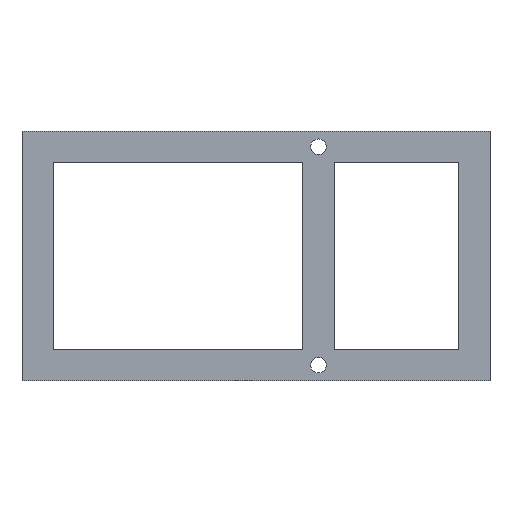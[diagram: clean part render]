
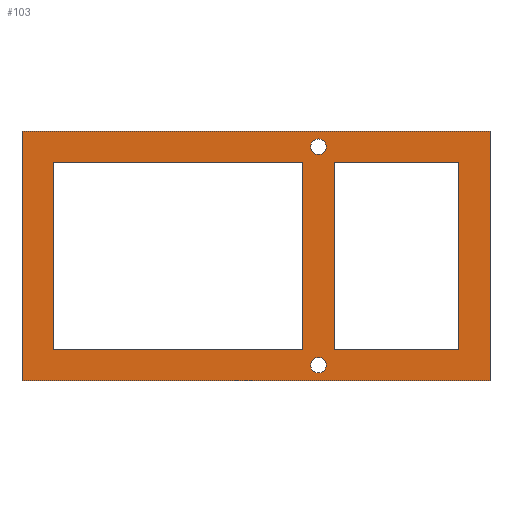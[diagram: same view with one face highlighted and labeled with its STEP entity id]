
A CAD part, front view. The second image highlights one B-rep face of the part: STEP entity #103.
In plain terms, the highlighted planar face has unit normal (0, -1, 0).
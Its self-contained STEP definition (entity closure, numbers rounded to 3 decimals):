
#1 = EDGE_CURVE ( 'NONE', #169, #646, #159, .T. ) ;
#7 = DIRECTION ( 'NONE',  ( 0., 0., -1. ) ) ;
#10 = PLANE ( 'NONE',  #456 ) ;
#11 = VECTOR ( 'NONE', #216, 1000. ) ;
#18 = ORIENTED_EDGE ( 'NONE', *, *, #72, .T. ) ;
#21 = CIRCLE ( 'NONE', #357, 2.5 ) ;
#33 = DIRECTION ( 'NONE',  ( 0., 1., 0. ) ) ;
#35 = ORIENTED_EDGE ( 'NONE', *, *, #239, .T. ) ;
#36 = LINE ( 'NONE', #101, #153 ) ;
#39 = EDGE_LOOP ( 'NONE', ( #100, #128, #362, #18 ) ) ;
#46 = DIRECTION ( 'NONE',  ( -1., 0., 0. ) ) ;
#49 = DIRECTION ( 'NONE',  ( 0., 1., 0. ) ) ;
#62 = CARTESIAN_POINT ( 'NONE',  ( -75., -10., 40. ) ) ;
#63 = CIRCLE ( 'NONE', #648, 2.5 ) ;
#64 = FACE_BOUND ( 'NONE', #110, .T. ) ;
#70 = CARTESIAN_POINT ( 'NONE',  ( 15., -10., 30. ) ) ;
#72 = EDGE_CURVE ( 'NONE', #568, #447, #165, .T. ) ;
#75 = CARTESIAN_POINT ( 'NONE',  ( 20., -10., 32.5 ) ) ;
#77 = EDGE_CURVE ( 'NONE', #560, #359, #127, .T. ) ;
#80 = DIRECTION ( 'NONE',  ( -1., 0., 0. ) ) ;
#83 = CARTESIAN_POINT ( 'NONE',  ( 20., -10., -35. ) ) ;
#91 = VERTEX_POINT ( 'NONE', #75 ) ;
#92 = LINE ( 'NONE', #187, #384 ) ;
#97 = EDGE_CURVE ( 'NONE', #646, #387, #571, .T. ) ;
#100 = ORIENTED_EDGE ( 'NONE', *, *, #529, .T. ) ;
#101 = CARTESIAN_POINT ( 'NONE',  ( -65., -10., -30. ) ) ;
#103 = ADVANCED_FACE ( 'NONE', ( #64, #121, #531, #168, #625 ), #10, .F. ) ;
#109 = AXIS2_PLACEMENT_3D ( 'NONE', #170, #118, #613 ) ;
#110 = EDGE_LOOP ( 'NONE', ( #507, #631 ) ) ;
#118 = DIRECTION ( 'NONE',  ( 0., 1., 0. ) ) ;
#120 = CIRCLE ( 'NONE', #636, 2.5 ) ;
#121 = FACE_BOUND ( 'NONE', #490, .T. ) ;
#122 = VECTOR ( 'NONE', #80, 1000. ) ;
#127 = LINE ( 'NONE', #321, #617 ) ;
#128 = ORIENTED_EDGE ( 'NONE', *, *, #513, .T. ) ;
#142 = VERTEX_POINT ( 'NONE', #534 ) ;
#153 = VECTOR ( 'NONE', #46, 1000. ) ;
#155 = CARTESIAN_POINT ( 'NONE',  ( 75., -10., 40. ) ) ;
#159 = LINE ( 'NONE', #374, #246 ) ;
#165 = LINE ( 'NONE', #536, #435 ) ;
#166 = DIRECTION ( 'NONE',  ( 0., 0., 1. ) ) ;
#167 = EDGE_CURVE ( 'NONE', #544, #241, #223, .T. ) ;
#168 = FACE_BOUND ( 'NONE', #39, .T. ) ;
#169 = VERTEX_POINT ( 'NONE', #476 ) ;
#170 = CARTESIAN_POINT ( 'NONE',  ( 20., -10., -35. ) ) ;
#172 = CARTESIAN_POINT ( 'NONE',  ( 15., -10., -30. ) ) ;
#174 = DIRECTION ( 'NONE',  ( 1., 0., 0. ) ) ;
#187 = CARTESIAN_POINT ( 'NONE',  ( 65., -10., 30. ) ) ;
#190 = DIRECTION ( 'NONE',  ( 1., 0., 0. ) ) ;
#196 = EDGE_CURVE ( 'NONE', #293, #169, #287, .T. ) ;
#202 = CARTESIAN_POINT ( 'NONE',  ( -65., -10., -30. ) ) ;
#209 = DIRECTION ( 'NONE',  ( 0., 0., -1. ) ) ;
#210 = CARTESIAN_POINT ( 'NONE',  ( 65., -10., 30. ) ) ;
#216 = DIRECTION ( 'NONE',  ( 0., 0., 1. ) ) ;
#222 = VERTEX_POINT ( 'NONE', #640 ) ;
#223 = LINE ( 'NONE', #379, #122 ) ;
#226 = DIRECTION ( 'NONE',  ( 0., 0., 1. ) ) ;
#232 = ORIENTED_EDGE ( 'NONE', *, *, #97, .T. ) ;
#239 = EDGE_CURVE ( 'NONE', #387, #293, #36, .T. ) ;
#241 = VERTEX_POINT ( 'NONE', #502 ) ;
#246 = VECTOR ( 'NONE', #174, 1000. ) ;
#259 = ORIENTED_EDGE ( 'NONE', *, *, #616, .F. ) ;
#275 = CARTESIAN_POINT ( 'NONE',  ( 75., -10., -40. ) ) ;
#276 = DIRECTION ( 'NONE',  ( 0., 0., -1. ) ) ;
#287 = LINE ( 'NONE', #533, #376 ) ;
#288 = CIRCLE ( 'NONE', #109, 2.5 ) ;
#290 = VECTOR ( 'NONE', #7, 1000. ) ;
#291 = CARTESIAN_POINT ( 'NONE',  ( 15., -10., -30. ) ) ;
#293 = VERTEX_POINT ( 'NONE', #202 ) ;
#301 = ORIENTED_EDGE ( 'NONE', *, *, #167, .F. ) ;
#317 = LINE ( 'NONE', #610, #290 ) ;
#319 = VERTEX_POINT ( 'NONE', #606 ) ;
#321 = CARTESIAN_POINT ( 'NONE',  ( -75., -10., 40. ) ) ;
#327 = CARTESIAN_POINT ( 'NONE',  ( 0., -10., 0. ) ) ;
#328 = CARTESIAN_POINT ( 'NONE',  ( -75., -10., -40. ) ) ;
#330 = EDGE_CURVE ( 'NONE', #319, #568, #92, .T. ) ;
#331 = DIRECTION ( 'NONE',  ( 0., 1., 0. ) ) ;
#345 = VECTOR ( 'NONE', #166, 1000. ) ;
#357 = AXIS2_PLACEMENT_3D ( 'NONE', #609, #511, #209 ) ;
#359 = VERTEX_POINT ( 'NONE', #155 ) ;
#362 = ORIENTED_EDGE ( 'NONE', *, *, #330, .T. ) ;
#367 = ORIENTED_EDGE ( 'NONE', *, *, #607, .F. ) ;
#368 = DIRECTION ( 'NONE',  ( 0., 0., -1. ) ) ;
#374 = CARTESIAN_POINT ( 'NONE',  ( -65., -10., 30. ) ) ;
#376 = VECTOR ( 'NONE', #388, 1000. ) ;
#377 = EDGE_CURVE ( 'NONE', #222, #585, #120, .T. ) ;
#379 = CARTESIAN_POINT ( 'NONE',  ( -75., -10., -40. ) ) ;
#381 = DIRECTION ( 'NONE',  ( 1., 0., 0. ) ) ;
#384 = VECTOR ( 'NONE', #190, 1000. ) ;
#387 = VERTEX_POINT ( 'NONE', #291 ) ;
#388 = DIRECTION ( 'NONE',  ( 0., 0., 1. ) ) ;
#408 = VECTOR ( 'NONE', #465, 1000. ) ;
#413 = CARTESIAN_POINT ( 'NONE',  ( 65., -10., -30. ) ) ;
#418 = LINE ( 'NONE', #624, #345 ) ;
#424 = CARTESIAN_POINT ( 'NONE',  ( 25., -10., -30. ) ) ;
#435 = VECTOR ( 'NONE', #276, 1000. ) ;
#437 = EDGE_LOOP ( 'NONE', ( #473, #232, #35, #451 ) ) ;
#439 = EDGE_CURVE ( 'NONE', #91, #142, #21, .T. ) ;
#447 = VERTEX_POINT ( 'NONE', #413 ) ;
#451 = ORIENTED_EDGE ( 'NONE', *, *, #196, .T. ) ;
#456 = AXIS2_PLACEMENT_3D ( 'NONE', #327, #331, #226 ) ;
#457 = LINE ( 'NONE', #467, #574 ) ;
#465 = DIRECTION ( 'NONE',  ( 0., 0., -1. ) ) ;
#467 = CARTESIAN_POINT ( 'NONE',  ( 65., -10., -30. ) ) ;
#473 = ORIENTED_EDGE ( 'NONE', *, *, #1, .T. ) ;
#476 = CARTESIAN_POINT ( 'NONE',  ( -65., -10., 30. ) ) ;
#481 = EDGE_CURVE ( 'NONE', #142, #91, #63, .T. ) ;
#490 = EDGE_LOOP ( 'NONE', ( #515, #588 ) ) ;
#502 = CARTESIAN_POINT ( 'NONE',  ( -75., -10., -40. ) ) ;
#507 = ORIENTED_EDGE ( 'NONE', *, *, #538, .T. ) ;
#511 = DIRECTION ( 'NONE',  ( 0., 1., 0. ) ) ;
#513 = EDGE_CURVE ( 'NONE', #652, #319, #418, .T. ) ;
#515 = ORIENTED_EDGE ( 'NONE', *, *, #481, .T. ) ;
#524 = CARTESIAN_POINT ( 'NONE',  ( 20., -10., -32.5 ) ) ;
#529 = EDGE_CURVE ( 'NONE', #447, #652, #457, .T. ) ;
#530 = DIRECTION ( 'NONE',  ( -1., 0., 0. ) ) ;
#531 = FACE_BOUND ( 'NONE', #437, .T. ) ;
#533 = CARTESIAN_POINT ( 'NONE',  ( -65., -10., -30. ) ) ;
#534 = CARTESIAN_POINT ( 'NONE',  ( 20., -10., 37.5 ) ) ;
#536 = CARTESIAN_POINT ( 'NONE',  ( 65., -10., -30. ) ) ;
#538 = EDGE_CURVE ( 'NONE', #585, #222, #288, .T. ) ;
#539 = ORIENTED_EDGE ( 'NONE', *, *, #77, .F. ) ;
#544 = VERTEX_POINT ( 'NONE', #275 ) ;
#545 = DIRECTION ( 'NONE',  ( 0., 0., 1. ) ) ;
#554 = EDGE_LOOP ( 'NONE', ( #259, #539, #367, #301 ) ) ;
#560 = VERTEX_POINT ( 'NONE', #62 ) ;
#562 = CARTESIAN_POINT ( 'NONE',  ( 20., -10., 35. ) ) ;
#568 = VERTEX_POINT ( 'NONE', #210 ) ;
#571 = LINE ( 'NONE', #172, #408 ) ;
#574 = VECTOR ( 'NONE', #530, 1000. ) ;
#575 = LINE ( 'NONE', #328, #11 ) ;
#585 = VERTEX_POINT ( 'NONE', #524 ) ;
#588 = ORIENTED_EDGE ( 'NONE', *, *, #439, .T. ) ;
#606 = CARTESIAN_POINT ( 'NONE',  ( 25., -10., 30. ) ) ;
#607 = EDGE_CURVE ( 'NONE', #241, #560, #575, .T. ) ;
#609 = CARTESIAN_POINT ( 'NONE',  ( 20., -10., 35. ) ) ;
#610 = CARTESIAN_POINT ( 'NONE',  ( 75., -10., -40. ) ) ;
#613 = DIRECTION ( 'NONE',  ( 0., 0., 1. ) ) ;
#616 = EDGE_CURVE ( 'NONE', #359, #544, #317, .T. ) ;
#617 = VECTOR ( 'NONE', #381, 1000. ) ;
#624 = CARTESIAN_POINT ( 'NONE',  ( 25., -10., -30. ) ) ;
#625 = FACE_OUTER_BOUND ( 'NONE', #554, .T. ) ;
#631 = ORIENTED_EDGE ( 'NONE', *, *, #377, .T. ) ;
#636 = AXIS2_PLACEMENT_3D ( 'NONE', #83, #33, #545 ) ;
#640 = CARTESIAN_POINT ( 'NONE',  ( 20., -10., -37.5 ) ) ;
#646 = VERTEX_POINT ( 'NONE', #70 ) ;
#648 = AXIS2_PLACEMENT_3D ( 'NONE', #562, #49, #368 ) ;
#652 = VERTEX_POINT ( 'NONE', #424 ) ;
